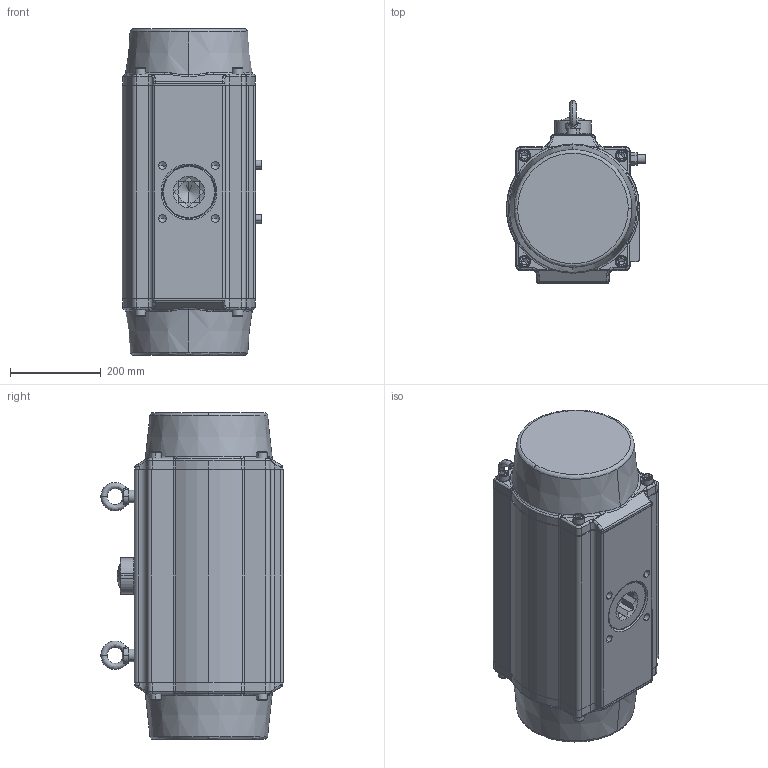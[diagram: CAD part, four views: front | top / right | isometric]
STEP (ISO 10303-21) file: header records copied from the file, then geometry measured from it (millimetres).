
FILE_DESCRIPTION (( 'STEP AP203' ), '1' );
FILE_NAME ('GD-270-090-V46-FG-SA-Doku.step', '2019-01-14T07:39:35', ( '' ), ( '' ), 'SwSTEP 2.0', 'SolidWorks 2018', '' );
FILE_SCHEMA (( 'CONFIG_CONTROL_DESIGN' ));
Products named in the file (1): GD-270-090-V46-FG-SA-Doku
Bounding box: 307.4 x 402 x 721 mm (x, y, z)
Volume: 18939867 mm3; surface area: 2221786.9 mm2
Topology: 29 solids, 29 shells, 3019 faces, 7352 edges, 4252 vertices
Faces by surface type: bspline 1116, cylinder 978, plane 722, cone 203
Entity records: 135631 total; most frequent: CARTESIAN_POINT 71936, ORIENTED_EDGE 14208, DIRECTION 12318, EDGE_CURVE 7104, AXIS2_PLACEMENT_3D 4916, VERTEX_POINT 4252, EDGE_LOOP 3184, FACE_OUTER_BOUND 3019
